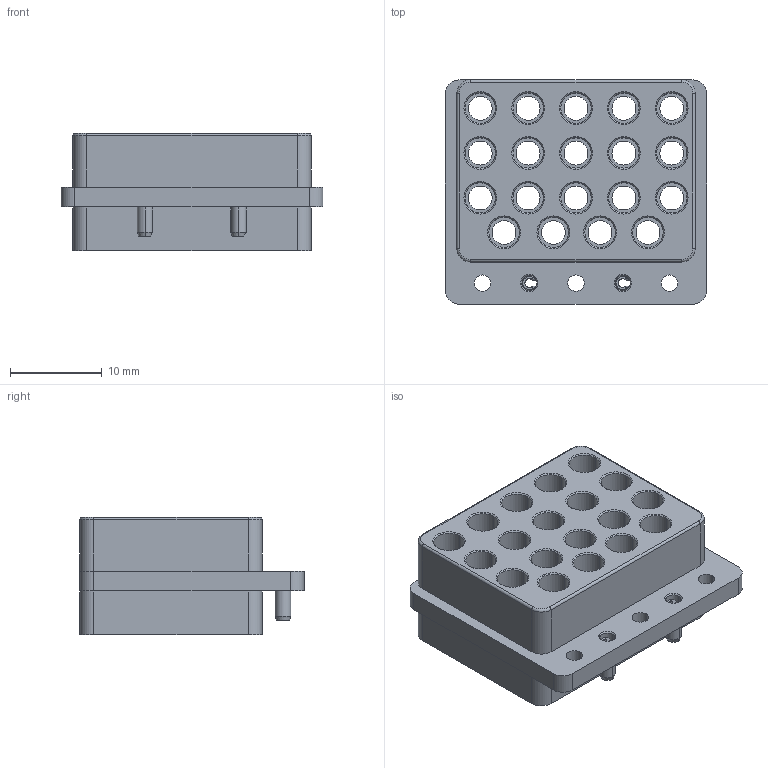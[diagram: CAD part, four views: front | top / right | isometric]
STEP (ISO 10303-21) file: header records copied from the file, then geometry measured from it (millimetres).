
FILE_DESCRIPTION (( 'STEP AP214' ), '1' );
FILE_NAME ('FMCN49833_3D.step', '2023-09-20T09:15:45', ( '' ), ( '' ), 'SwSTEP 2.0', 'SolidWorks 2022', '' );
FILE_SCHEMA (( 'AUTOMOTIVE_DESIGN' ));
Length unit declared in the file: foot
Products named in the file (4): SMPS VITA 67.3 19 Port Backplane Module C（007-VTD19C-CS）.stp; C.stp; FMCN49833_3D; 007-VTD19C-CS.stp
Assembly tree (4 placements, depth 3):
  FMCN49833_3D
    SMPS VITA 67.3 19 Port Backplane Module C（007-VTD19C-CS）.stp
      C.stp  x2
      007-VTD19C-CS.stp
Bounding box: 28.45 x 24.38 x 12.74 mm (x, y, z)
Volume: 4878.3 mm3; surface area: 4876.3 mm2
Topology: 3 solids, 3 shells, 259 faces, 590 edges, 356 vertices
Faces by surface type: cylinder 108, cone 98, plane 49, torus 4
Entity records: 7041 total; most frequent: DIRECTION 1332, CARTESIAN_POINT 1178, ORIENTED_EDGE 1096, EDGE_CURVE 548, AXIS2_PLACEMENT_3D 548, VERTEX_POINT 332, EDGE_LOOP 306, CIRCLE 301
